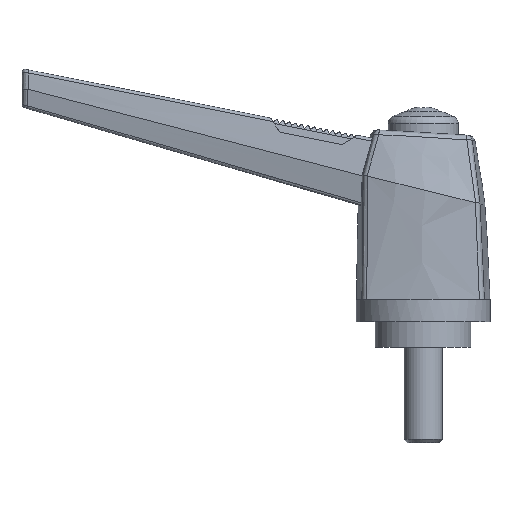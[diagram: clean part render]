
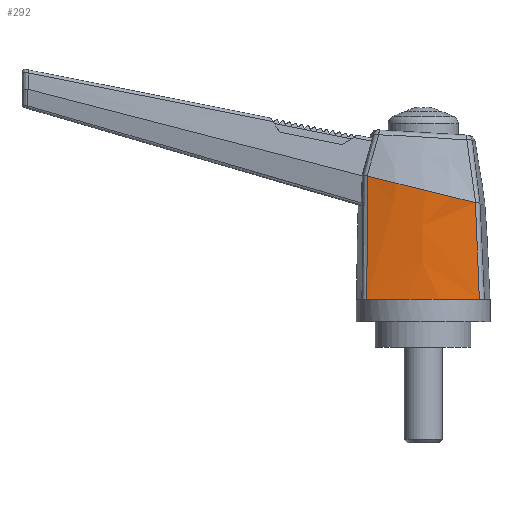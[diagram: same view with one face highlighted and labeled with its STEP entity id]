
A CAD part, front view. The second image highlights one B-rep face of the part: STEP entity #292.
In plain terms, the highlighted free-form (B-spline) face has degree [3, 3] with [6, 4] control points.
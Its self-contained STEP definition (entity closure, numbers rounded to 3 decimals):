
#292 = ADVANCED_FACE( '', ( #676 ), #677, .T. );
#676 = FACE_OUTER_BOUND( '', #2151, .T. );
#677 = B_SPLINE_SURFACE_WITH_KNOTS( '', 3, 3, ( ( #2152, #2153, #2154, #2155 ), ( #2156, #2157, #2158, #2159 ), ( #2160, #2161, #2162, #2163 ), ( #2164, #2165, #2166, #2167 ), ( #2168, #2169, #2170, #2171 ), ( #2172, #2173, #2174, #2175 ) ), .UNSPECIFIED., .F., .F., .F., ( 4, 2, 4 ), ( 4, 4 ), ( 0., 0.5, 1. ), ( 0., 1. ), .UNSPECIFIED. );
#2151 = EDGE_LOOP( '', ( #4147, #4148, #4149, #4150, #4151, #4152 ) );
#2152 = CARTESIAN_POINT( '', ( -9.476, -9.25, 0. ) );
#2153 = CARTESIAN_POINT( '', ( -9.428, -8.983, 6.495 ) );
#2154 = CARTESIAN_POINT( '', ( -9.38, -8.717, 12.99 ) );
#2155 = CARTESIAN_POINT( '', ( -9.333, -8.45, 19.486 ) );
#2156 = CARTESIAN_POINT( '', ( -6.364, -9.914, 0. ) );
#2157 = CARTESIAN_POINT( '', ( -6.392, -9.793, 6.26 ) );
#2158 = CARTESIAN_POINT( '', ( -6.42, -9.671, 12.52 ) );
#2159 = CARTESIAN_POINT( '', ( -6.449, -9.55, 18.779 ) );
#2160 = CARTESIAN_POINT( '', ( -3.182, -10.25, 0. ) );
#2161 = CARTESIAN_POINT( '', ( -3.252, -10.222, 6.01 ) );
#2162 = CARTESIAN_POINT( '', ( -3.322, -10.194, 12.02 ) );
#2163 = CARTESIAN_POINT( '', ( -3.392, -10.167, 18.031 ) );
#2164 = CARTESIAN_POINT( '', ( 3.182, -10.25, 0. ) );
#2165 = CARTESIAN_POINT( '', ( 3.04, -10.291, 5.508 ) );
#2166 = CARTESIAN_POINT( '', ( 2.897, -10.332, 11.017 ) );
#2167 = CARTESIAN_POINT( '', ( 2.755, -10.374, 16.525 ) );
#2168 = CARTESIAN_POINT( '', ( 6.364, -9.914, 0. ) );
#2169 = CARTESIAN_POINT( '', ( 6.19, -9.931, 5.256 ) );
#2170 = CARTESIAN_POINT( '', ( 6.017, -9.947, 10.513 ) );
#2171 = CARTESIAN_POINT( '', ( 5.844, -9.963, 15.769 ) );
#2172 = CARTESIAN_POINT( '', ( 9.476, -9.25, 0. ) );
#2173 = CARTESIAN_POINT( '', ( 9.248, -9.187, 5.016 ) );
#2174 = CARTESIAN_POINT( '', ( 9.02, -9.123, 10.031 ) );
#2175 = CARTESIAN_POINT( '', ( 8.792, -9.06, 15.047 ) );
#4147 = ORIENTED_EDGE( '', *, *, #5136, .F. );
#4148 = ORIENTED_EDGE( '', *, *, #5122, .T. );
#4149 = ORIENTED_EDGE( '', *, *, #5137, .T. );
#4150 = ORIENTED_EDGE( '', *, *, #5138, .T. );
#4151 = ORIENTED_EDGE( '', *, *, #5139, .T. );
#4152 = ORIENTED_EDGE( '', *, *, #5105, .T. );
#5105 = EDGE_CURVE( '', #5807, #5805, #5808, .T. );
#5122 = EDGE_CURVE( '', #5831, #5829, #5832, .T. );
#5136 = EDGE_CURVE( '', #5831, #5805, #5849, .T. );
#5137 = EDGE_CURVE( '', #5829, #5850, #5851, .T. );
#5138 = EDGE_CURVE( '', #5850, #5852, #5853, .T. );
#5139 = EDGE_CURVE( '', #5852, #5807, #5854, .T. );
#5805 = VERTEX_POINT( '', #7946 );
#5807 = VERTEX_POINT( '', #7951 );
#5808 = B_SPLINE_CURVE_WITH_KNOTS( '', 3, ( #7952, #7953, #7954, #7955 ), .UNSPECIFIED., .F., .F., ( 4, 4 ), ( 0., 0.015 ), .UNSPECIFIED. );
#5829 = VERTEX_POINT( '', #8044 );
#5831 = VERTEX_POINT( '', #8075 );
#5832 = B_SPLINE_CURVE_WITH_KNOTS( '', 3, ( #8076, #8077, #8078, #8079, #8080, #8081 ), .UNSPECIFIED., .F., .F., ( 4, 2, 4 ), ( 0., 0.01, 0.019 ), .UNSPECIFIED. );
#5849 = B_SPLINE_CURVE_WITH_KNOTS( '', 3, ( #8210, #8211, #8212, #8213, #8214, #8215, #8216, #8217, #8218, #8219 ), .UNSPECIFIED., .F., .F., ( 4, 2, 2, 2, 4 ), ( 0.032, 0.25, 0.5, 0.75, 0.967 ), .UNSPECIFIED. );
#5850 = VERTEX_POINT( '', #8220 );
#5851 = B_SPLINE_CURVE_WITH_KNOTS( '', 3, ( #8221, #8222, #8223, #8224 ), .UNSPECIFIED., .F., .F., ( 4, 4 ), ( 0.034, 0.364 ), .UNSPECIFIED. );
#5852 = VERTEX_POINT( '', #8225 );
#5853 = B_SPLINE_CURVE_WITH_KNOTS( '', 3, ( #8226, #8227, #8228, #8229, #8230, #8231 ), .UNSPECIFIED., .F., .F., ( 4, 2, 4 ), ( 0.364, 0.5, 0.636 ), .UNSPECIFIED. );
#5854 = B_SPLINE_CURVE_WITH_KNOTS( '', 3, ( #8232, #8233, #8234, #8235 ), .UNSPECIFIED., .F., .F., ( 4, 4 ), ( 0.636, 0.965 ), .UNSPECIFIED. );
#7946 = CARTESIAN_POINT( '', ( 8.209, -9.232, 15.19 ) );
#7951 = CARTESIAN_POINT( '', ( 8.83, -9.383, 0. ) );
#7952 = CARTESIAN_POINT( '', ( 8.83, -9.383, 0. ) );
#7953 = CARTESIAN_POINT( '', ( 8.622, -9.334, 5.063 ) );
#7954 = CARTESIAN_POINT( '', ( 8.415, -9.283, 10.126 ) );
#7955 = CARTESIAN_POINT( '', ( 8.209, -9.232, 15.19 ) );
#8044 = CARTESIAN_POINT( '', ( -8.83, -9.383, 0. ) );
#8075 = CARTESIAN_POINT( '', ( -8.781, -8.654, 19.35 ) );
#8076 = CARTESIAN_POINT( '', ( -8.781, -8.654, 19.35 ) );
#8077 = CARTESIAN_POINT( '', ( -8.788, -8.777, 16.125 ) );
#8078 = CARTESIAN_POINT( '', ( -8.797, -8.899, 12.9 ) );
#8079 = CARTESIAN_POINT( '', ( -8.813, -9.142, 6.45 ) );
#8080 = CARTESIAN_POINT( '', ( -8.822, -9.263, 3.225 ) );
#8081 = CARTESIAN_POINT( '', ( -8.83, -9.383, 0. ) );
#8210 = CARTESIAN_POINT( '', ( -8.781, -8.654, 19.35 ) );
#8211 = CARTESIAN_POINT( '', ( -7.512, -9.108, 19.04 ) );
#8212 = CARTESIAN_POINT( '', ( -6.217, -9.468, 18.723 ) );
#8213 = CARTESIAN_POINT( '', ( -3.385, -10.04, 18.029 ) );
#8214 = CARTESIAN_POINT( '', ( -1.859, -10.218, 17.655 ) );
#8215 = CARTESIAN_POINT( '', ( 1.222, -10.322, 16.901 ) );
#8216 = CARTESIAN_POINT( '', ( 2.756, -10.246, 16.525 ) );
#8217 = CARTESIAN_POINT( '', ( 5.612, -9.867, 15.826 ) );
#8218 = CARTESIAN_POINT( '', ( 6.92, -9.597, 15.505 ) );
#8219 = CARTESIAN_POINT( '', ( 8.209, -9.232, 15.19 ) );
#8220 = CARTESIAN_POINT( '', ( -2.588, -10.176, 0. ) );
#8221 = CARTESIAN_POINT( '', ( -8.83, -9.383, 0. ) );
#8222 = CARTESIAN_POINT( '', ( -6.771, -9.791, 0. ) );
#8223 = CARTESIAN_POINT( '', ( -4.684, -10.056, 0. ) );
#8224 = CARTESIAN_POINT( '', ( -2.588, -10.176, 0. ) );
#8225 = CARTESIAN_POINT( '', ( 2.588, -10.176, 0. ) );
#8226 = CARTESIAN_POINT( '', ( -2.588, -10.176, 0. ) );
#8227 = CARTESIAN_POINT( '', ( -1.726, -10.225, 0. ) );
#8228 = CARTESIAN_POINT( '', ( -0.863, -10.25, 0. ) );
#8229 = CARTESIAN_POINT( '', ( 0.863, -10.25, 0. ) );
#8230 = CARTESIAN_POINT( '', ( 1.726, -10.225, 0. ) );
#8231 = CARTESIAN_POINT( '', ( 2.588, -10.176, 0. ) );
#8232 = CARTESIAN_POINT( '', ( 2.588, -10.176, 0. ) );
#8233 = CARTESIAN_POINT( '', ( 4.683, -10.056, 0. ) );
#8234 = CARTESIAN_POINT( '', ( 6.771, -9.791, 0. ) );
#8235 = CARTESIAN_POINT( '', ( 8.83, -9.383, 0. ) );
